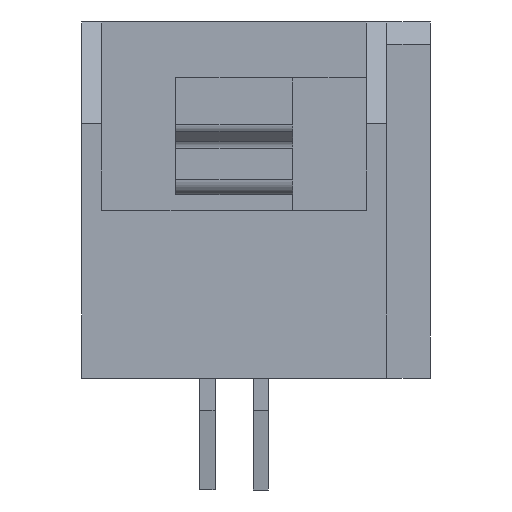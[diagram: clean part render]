
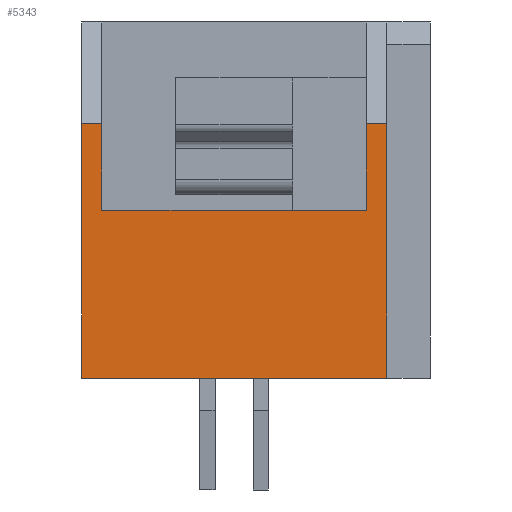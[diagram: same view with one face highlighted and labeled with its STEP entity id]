
A CAD part, left-side view. The second image highlights one B-rep face of the part: STEP entity #5343.
In plain terms, the highlighted planar face has unit normal (-1, 0, 0).
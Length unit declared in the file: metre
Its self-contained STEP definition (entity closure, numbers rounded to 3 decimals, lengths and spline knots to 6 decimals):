
#1314=ORIENTED_EDGE('',*,*,#2236,.F.);
#1315=ORIENTED_EDGE('',*,*,#2254,.F.);
#1316=ORIENTED_EDGE('',*,*,#2241,.F.);
#1317=ORIENTED_EDGE('',*,*,#2246,.F.);
#1318=ORIENTED_EDGE('',*,*,#2230,.F.);
#1319=ORIENTED_EDGE('',*,*,#2288,.T.);
#1320=ORIENTED_EDGE('',*,*,#2289,.T.);
#1321=ORIENTED_EDGE('',*,*,#2290,.F.);
#2230=EDGE_CURVE('',#2732,#2733,#3427,.T.);
#2236=EDGE_CURVE('',#2737,#2738,#3433,.T.);
#2241=EDGE_CURVE('',#2742,#2743,#3438,.T.);
#2246=EDGE_CURVE('',#2733,#2742,#3443,.T.);
#2254=EDGE_CURVE('',#2743,#2737,#3451,.T.);
#2288=EDGE_CURVE('',#2732,#2771,#3479,.T.);
#2289=EDGE_CURVE('',#2771,#2772,#3480,.T.);
#2290=EDGE_CURVE('',#2738,#2772,#3481,.T.);
#2732=VERTEX_POINT('',#8346);
#2733=VERTEX_POINT('',#8347);
#2737=VERTEX_POINT('',#8358);
#2738=VERTEX_POINT('',#8360);
#2742=VERTEX_POINT('',#8369);
#2743=VERTEX_POINT('',#8371);
#2771=VERTEX_POINT('',#8461);
#2772=VERTEX_POINT('',#8463);
#3427=LINE('',#8345,#4150);
#3433=LINE('',#8359,#4156);
#3438=LINE('',#8370,#4161);
#3443=LINE('',#8380,#4166);
#3451=LINE('',#8395,#4174);
#3479=LINE('',#8460,#4202);
#3480=LINE('',#8462,#4203);
#3481=LINE('',#8464,#4204);
#4150=VECTOR('',#6858,1.);
#4156=VECTOR('',#6868,1.);
#4161=VECTOR('',#6875,1.);
#4166=VECTOR('',#6884,1.);
#4174=VECTOR('',#6894,1.);
#4202=VECTOR('',#6958,1.);
#4203=VECTOR('',#6959,1.);
#4204=VECTOR('',#6960,1.);
#4474=EDGE_LOOP('',(#1314,#1315,#1316,#1317,#1318,#1319,#1320,#1321));
#4777=FACE_BOUND('',#4474,.T.);
#5075=PLANE('',#5667);
#5343=ADVANCED_FACE('',(#4777),#5075,.F.);
#5667=AXIS2_PLACEMENT_3D('',#8459,#6956,#6957);
#6858=DIRECTION('',(0.,-1.,0.));
#6868=DIRECTION('',(0.,-1.,0.));
#6875=DIRECTION('',(0.,-1.,0.));
#6884=DIRECTION('',(0.,0.,-1.));
#6894=DIRECTION('',(0.,0.,1.));
#6956=DIRECTION('',(1.,0.,0.));
#6957=DIRECTION('',(0.,1.,0.));
#6958=DIRECTION('',(0.,0.,-1.));
#6959=DIRECTION('',(0.,-1.,0.));
#6960=DIRECTION('',(0.,0.,-1.));
#8345=CARTESIAN_POINT('',(-0.0125,-0.003,0.005));
#8346=CARTESIAN_POINT('',(-0.0125,-0.003,0.005));
#8347=CARTESIAN_POINT('',(-0.0125,-0.0034,0.005));
#8358=CARTESIAN_POINT('',(-0.0125,-0.0086,0.005));
#8359=CARTESIAN_POINT('',(-0.0125,-0.003,0.005));
#8360=CARTESIAN_POINT('',(-0.0125,-0.009,0.005));
#8369=CARTESIAN_POINT('',(-0.0125,-0.0034,0.0033));
#8370=CARTESIAN_POINT('',(-0.0125,-0.0034,0.0033));
#8371=CARTESIAN_POINT('',(-0.0125,-0.0086,0.0033));
#8380=CARTESIAN_POINT('',(-0.0125,-0.0034,0.0058));
#8395=CARTESIAN_POINT('',(-0.0125,-0.0086,0.0033));
#8459=CARTESIAN_POINT('',(-0.0125,-0.003,0.007));
#8460=CARTESIAN_POINT('',(-0.0125,-0.003,0.007));
#8461=CARTESIAN_POINT('',(-0.0125,-0.003,0.));
#8462=CARTESIAN_POINT('',(-0.0125,-0.003,0.));
#8463=CARTESIAN_POINT('',(-0.0125,-0.009,0.));
#8464=CARTESIAN_POINT('',(-0.0125,-0.009,0.007));
